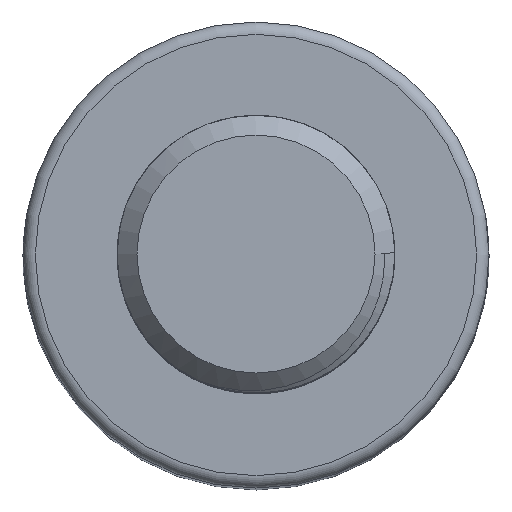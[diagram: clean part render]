
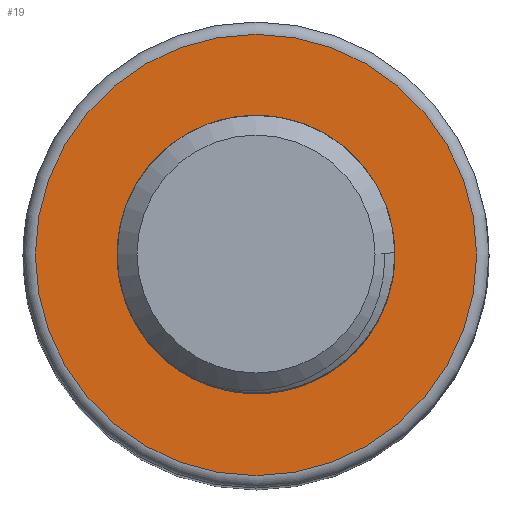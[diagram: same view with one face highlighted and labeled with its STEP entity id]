
A CAD part, top view. The second image highlights one B-rep face of the part: STEP entity #19.
In plain terms, the highlighted planar face has unit normal (0, 0, 1).
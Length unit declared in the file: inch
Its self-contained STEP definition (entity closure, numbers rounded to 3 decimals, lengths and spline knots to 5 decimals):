
#19 = ADVANCED_FACE ( 'NONE', ( #963, #962 ), #1256, .F. ) ;
#330 = EDGE_CURVE ( 'NONE', #2854, #2854, #1027, .T. ) ;
#367 = EDGE_CURVE ( 'NONE', #2875, #2875, #1063, .T. ) ;
#722 = CARTESIAN_POINT ( 'NONE',  ( 0., 0., 0.453 ) ) ;
#962 = FACE_OUTER_BOUND ( 'NONE', #2934, .T. ) ;
#963 = FACE_BOUND ( 'NONE', #2925, .T. ) ;
#1027 = CIRCLE ( 'NONE', #1600, 0.089 ) ;
#1063 = CIRCLE ( 'NONE', #1613, 0.056 ) ;
#1254 = DIRECTION ( 'NONE',  ( -1., 0., 0. ) ) ;
#1255 = DIRECTION ( 'NONE',  ( 0., 0., -1. ) ) ;
#1256 = PLANE ( 'NONE',  #1571 ) ;
#1448 = CARTESIAN_POINT ( 'NONE',  ( 0., 0.089, 0.453 ) ) ;
#1571 = AXIS2_PLACEMENT_3D ( 'NONE', #1448, #1255, #1254 ) ;
#1600 = AXIS2_PLACEMENT_3D ( 'NONE', #2588, #2587, #2586 ) ;
#1613 = AXIS2_PLACEMENT_3D ( 'NONE', #722, #1824, #1823 ) ;
#1823 = DIRECTION ( 'NONE',  ( 1., 0., 0. ) ) ;
#1824 = DIRECTION ( 'NONE',  ( 0., 0., 1. ) ) ;
#2586 = DIRECTION ( 'NONE',  ( 1., 0., 0. ) ) ;
#2587 = DIRECTION ( 'NONE',  ( 0., 0., 1. ) ) ;
#2588 = CARTESIAN_POINT ( 'NONE',  ( 0., 0., 0.453 ) ) ;
#2854 = VERTEX_POINT ( 'NONE', #2858 ) ;
#2858 = CARTESIAN_POINT ( 'NONE',  ( 0.089, 0., 0.453 ) ) ;
#2875 = VERTEX_POINT ( 'NONE', #2876 ) ;
#2876 = CARTESIAN_POINT ( 'NONE',  ( 0.056, 0., 0.453 ) ) ;
#2925 = EDGE_LOOP ( 'NONE', ( #3211 ) ) ;
#2934 = EDGE_LOOP ( 'NONE', ( #3208 ) ) ;
#3208 = ORIENTED_EDGE ( 'NONE', *, *, #330, .T. ) ;
#3211 = ORIENTED_EDGE ( 'NONE', *, *, #367, .F. ) ;
